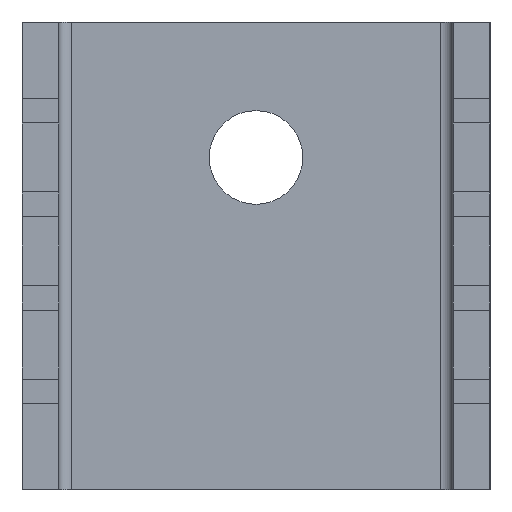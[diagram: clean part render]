
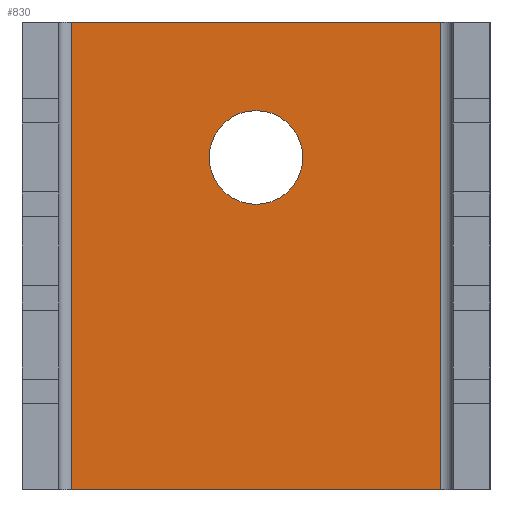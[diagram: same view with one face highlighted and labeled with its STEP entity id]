
A CAD part, front view. The second image highlights one B-rep face of the part: STEP entity #830.
In plain terms, the highlighted planar face has unit normal (0, -1, 0).
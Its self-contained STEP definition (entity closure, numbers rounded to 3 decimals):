
#58 = PLANE ( 'NONE',  #917 ) ;
#72 = LINE ( 'NONE', #413, #1906 ) ;
#126 = EDGE_CURVE ( 'NONE', #811, #1094, #1871, .T. ) ;
#205 = VECTOR ( 'NONE', #926, 1000. ) ;
#261 = CARTESIAN_POINT ( 'NONE',  ( 2., 9., 0. ) ) ;
#293 = CARTESIAN_POINT ( 'NONE',  ( 9.5, 9., 13.5 ) ) ;
#313 = VERTEX_POINT ( 'NONE', #261 ) ;
#382 = FACE_BOUND ( 'NONE', #1374, .T. ) ;
#413 = CARTESIAN_POINT ( 'NONE',  ( 2., 9., 0. ) ) ;
#536 = ORIENTED_EDGE ( 'NONE', *, *, #1712, .F. ) ;
#547 = FACE_OUTER_BOUND ( 'NONE', #1637, .T. ) ;
#548 = DIRECTION ( 'NONE',  ( 0., 0., -1. ) ) ;
#567 = CIRCLE ( 'NONE', #1527, 1.9 ) ;
#573 = CARTESIAN_POINT ( 'NONE',  ( 17., 9., 0. ) ) ;
#811 = VERTEX_POINT ( 'NONE', #2149 ) ;
#820 = DIRECTION ( 'NONE',  ( 0., 0., -1. ) ) ;
#825 = ORIENTED_EDGE ( 'NONE', *, *, #1025, .F. ) ;
#830 = ADVANCED_FACE ( 'NONE', ( #382, #547 ), #58, .F. ) ;
#862 = DIRECTION ( 'NONE',  ( 0., 0., -1. ) ) ;
#889 = LINE ( 'NONE', #573, #2190 ) ;
#890 = CARTESIAN_POINT ( 'NONE',  ( 2., 9., 19. ) ) ;
#917 = AXIS2_PLACEMENT_3D ( 'NONE', #2675, #1017, #969 ) ;
#926 = DIRECTION ( 'NONE',  ( -1., 0., 0. ) ) ;
#937 = CARTESIAN_POINT ( 'NONE',  ( 17., 9., 19. ) ) ;
#969 = DIRECTION ( 'NONE',  ( 0., 0., 1. ) ) ;
#1017 = DIRECTION ( 'NONE',  ( 0., 1., 0. ) ) ;
#1025 = EDGE_CURVE ( 'NONE', #1094, #811, #567, .T. ) ;
#1094 = VERTEX_POINT ( 'NONE', #2571 ) ;
#1110 = EDGE_CURVE ( 'NONE', #1942, #1306, #2246, .T. ) ;
#1299 = VERTEX_POINT ( 'NONE', #1673 ) ;
#1306 = VERTEX_POINT ( 'NONE', #937 ) ;
#1311 = ORIENTED_EDGE ( 'NONE', *, *, #126, .F. ) ;
#1374 = EDGE_LOOP ( 'NONE', ( #825, #1311 ) ) ;
#1491 = EDGE_CURVE ( 'NONE', #1306, #1299, #889, .T. ) ;
#1527 = AXIS2_PLACEMENT_3D ( 'NONE', #293, #2002, #548 ) ;
#1596 = VECTOR ( 'NONE', #3083, 1000. ) ;
#1637 = EDGE_LOOP ( 'NONE', ( #2564, #536, #1658, #2020 ) ) ;
#1658 = ORIENTED_EDGE ( 'NONE', *, *, #2311, .F. ) ;
#1673 = CARTESIAN_POINT ( 'NONE',  ( 17., 9., 0. ) ) ;
#1712 = EDGE_CURVE ( 'NONE', #313, #1942, #72, .T. ) ;
#1820 = CARTESIAN_POINT ( 'NONE',  ( 9.5, 9., 13.5 ) ) ;
#1871 = CIRCLE ( 'NONE', #2762, 1.9 ) ;
#1881 = DIRECTION ( 'NONE',  ( 0., 0., 1. ) ) ;
#1906 = VECTOR ( 'NONE', #1881, 1000. ) ;
#1942 = VERTEX_POINT ( 'NONE', #2216 ) ;
#2002 = DIRECTION ( 'NONE',  ( 0., -1., 0. ) ) ;
#2020 = ORIENTED_EDGE ( 'NONE', *, *, #1491, .F. ) ;
#2064 = LINE ( 'NONE', #2391, #205 ) ;
#2149 = CARTESIAN_POINT ( 'NONE',  ( 9.5, 9., 15.4 ) ) ;
#2190 = VECTOR ( 'NONE', #820, 1000. ) ;
#2216 = CARTESIAN_POINT ( 'NONE',  ( 2., 9., 19. ) ) ;
#2246 = LINE ( 'NONE', #890, #1596 ) ;
#2311 = EDGE_CURVE ( 'NONE', #1299, #313, #2064, .T. ) ;
#2391 = CARTESIAN_POINT ( 'NONE',  ( 2., 9., 0. ) ) ;
#2563 = DIRECTION ( 'NONE',  ( 0., -1., 0. ) ) ;
#2564 = ORIENTED_EDGE ( 'NONE', *, *, #1110, .F. ) ;
#2571 = CARTESIAN_POINT ( 'NONE',  ( 9.5, 9., 11.6 ) ) ;
#2675 = CARTESIAN_POINT ( 'NONE',  ( 2., 9., 0. ) ) ;
#2762 = AXIS2_PLACEMENT_3D ( 'NONE', #1820, #2563, #862 ) ;
#3083 = DIRECTION ( 'NONE',  ( 1., 0., 0. ) ) ;
